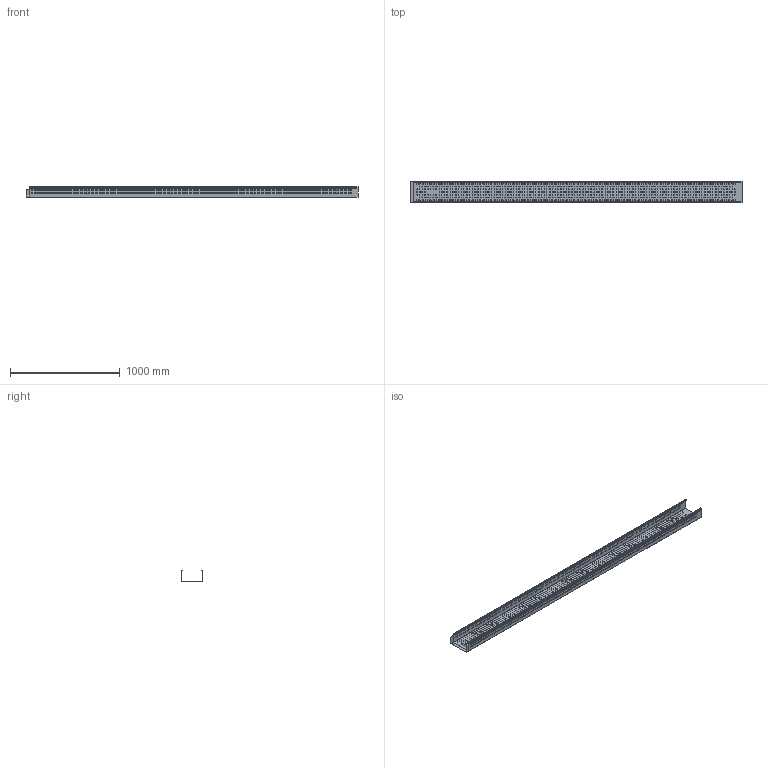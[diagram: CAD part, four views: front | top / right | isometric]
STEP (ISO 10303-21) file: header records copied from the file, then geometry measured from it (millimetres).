
FILE_DESCRIPTION(/* description */ (''),/* implementation_level */ '2;1');
FILE_NAME(/* name */ '481070.stp',/* time_stamp */ '2023-12-19T13:44:40+01:00',/* author */ ('bonnaudn'),/* organization */ (''),/* preprocessor_version */ 'ST-DEVELOPER v19.2',/* originating_system */ 'AutoCAD Mechanical',/* authorisation */ '');
FILE_SCHEMA (('AUTOMOTIVE_DESIGN { 1 0 10303 214 3 1 1 }'));
Products named in the file (1): Product
Bounding box: 3030 x 200.65 x 100.2 mm (x, y, z)
Volume: 774802.6 mm3; surface area: 2848452.4 mm2
Topology: 1 solids, 1374 shells, 1475 faces, 5623 edges, 5523 vertices
Faces by surface type: plane 1419, cylinder 42, torus 8, cone 4, bspline 2
Entity records: 63914 total; most frequent: CARTESIAN_POINT 12728, DIRECTION 11358, ORIENTED_EDGE 5891, EDGE_CURVE 5623, VERTEX_POINT 5523, AXIS2_PLACEMENT_3D 4265, LINE 2828, VECTOR 2828
